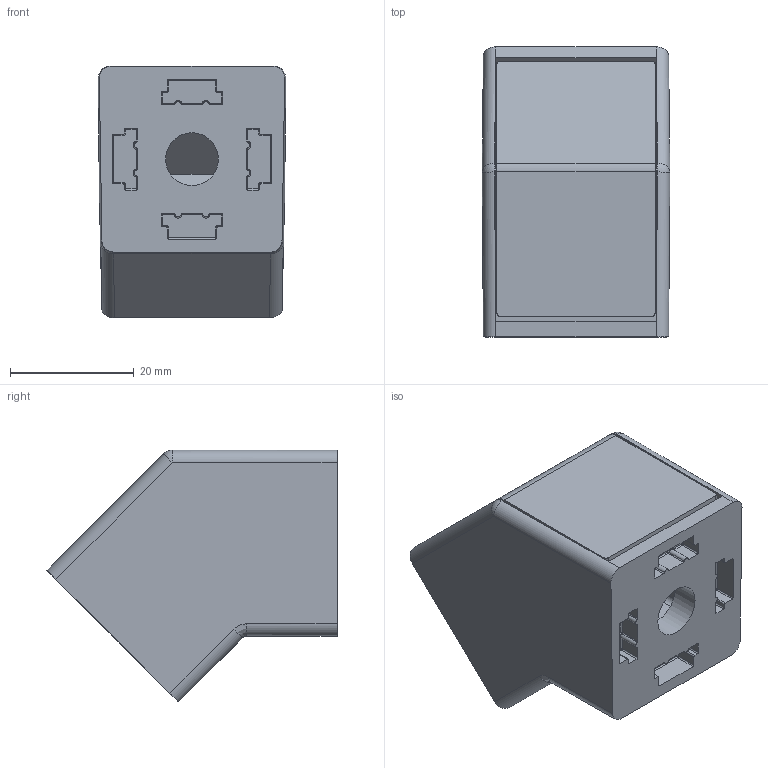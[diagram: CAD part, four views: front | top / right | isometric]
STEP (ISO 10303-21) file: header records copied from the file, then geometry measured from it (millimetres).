
FILE_DESCRIPTION(('STEP AP203'),'1');
FILE_NAME('FIXE08B1202.stp','2023-10-17T07:48:15',(' '),(' '),'Spatial InterOp 3D',' ',' ');
FILE_SCHEMA(('CONFIG_CONTROL_DESIGN'));
Length unit declared in the file: millimetre
Products named in the file (3): Equerre de renfort 8 30-45°, cache noir; WRENF830-B_cache; WRENF830-B
Assembly tree (2 placements, depth 2):
  Equerre de renfort 8 30-45°, cache noir
    WRENF830-B_cache
    WRENF830-B
Bounding box: 30.26 x 46.81 x 40.6 mm (x, y, z)
Volume: 17434.7 mm3; surface area: 13440.4 mm2
Topology: 2 solids, 2 shells, 770 faces, 1880 edges, 1069 vertices
Faces by surface type: cylinder 344, plane 210, sphere 122, torus 48, bspline 26, cone 20
Full cylindrical faces by diameter (mm): 3.5 x4, 8.5 x2
Entity records: 22892 total; most frequent: CARTESIAN_POINT 5154, DIRECTION 3829, ORIENTED_EDGE 3576, EDGE_CURVE 1788, AXIS2_PLACEMENT_3D 1504, VERTEX_POINT 1044, LINE 821, VECTOR 821
